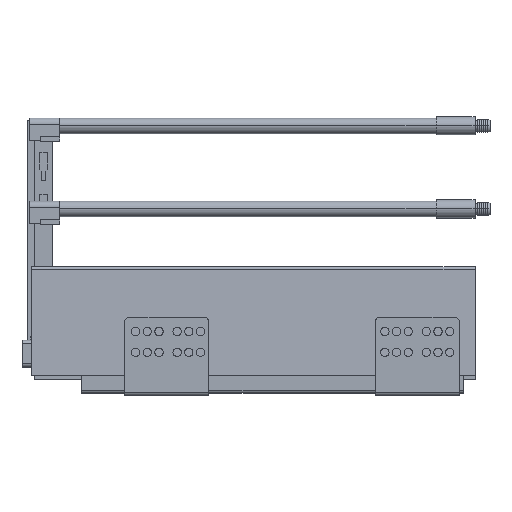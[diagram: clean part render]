
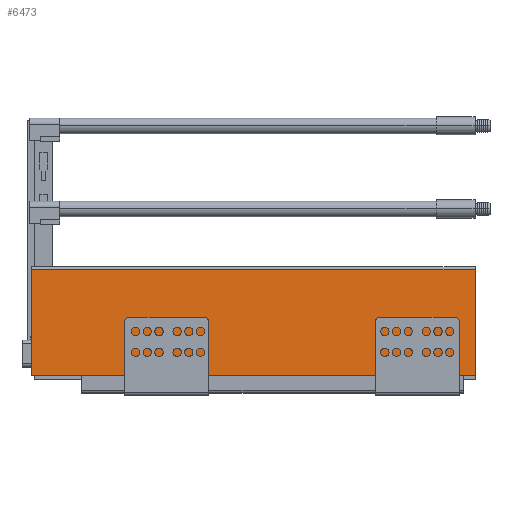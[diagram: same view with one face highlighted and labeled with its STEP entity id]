
A CAD part, top view. The second image highlights one B-rep face of the part: STEP entity #6473.
In plain terms, the highlighted planar face has unit normal (0, 0.052, 0.999).
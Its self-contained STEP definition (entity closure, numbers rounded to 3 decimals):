
#242 = DIRECTION ( 'NONE',  ( 1., 0., 0. ) ) ;
#505 = VECTOR ( 'NONE', #242, 1000. ) ;
#553 = LINE ( 'NONE', #4479, #4264 ) ;
#755 = EDGE_CURVE ( 'NONE', #1502, #3292, #553, .T. ) ;
#1502 = VERTEX_POINT ( 'NONE', #11207 ) ;
#1652 = DIRECTION ( 'NONE',  ( 0., 0.999, -0.052 ) ) ;
#2036 = LINE ( 'NONE', #3193, #505 ) ;
#2735 = DIRECTION ( 'NONE',  ( 1., 0., 0. ) ) ;
#3092 = LINE ( 'NONE', #9002, #4287 ) ;
#3193 = CARTESIAN_POINT ( 'NONE',  ( -342., 0., 66.6 ) ) ;
#3292 = VERTEX_POINT ( 'NONE', #6327 ) ;
#3782 = AXIS2_PLACEMENT_3D ( 'NONE', #11389, #5489, #4516 ) ;
#4264 = VECTOR ( 'NONE', #1652, 1000. ) ;
#4287 = VECTOR ( 'NONE', #12043, 1000. ) ;
#4304 = EDGE_CURVE ( 'NONE', #3292, #6398, #9733, .T. ) ;
#4305 = CARTESIAN_POINT ( 'NONE',  ( 0., 0., 66.6 ) ) ;
#4442 = ORIENTED_EDGE ( 'NONE', *, *, #9823, .T. ) ;
#4479 = CARTESIAN_POINT ( 'NONE',  ( -342., 0., 66.6 ) ) ;
#4516 = DIRECTION ( 'NONE',  ( 0., 0.999, -0.052 ) ) ;
#5084 = VECTOR ( 'NONE', #2735, 1000. ) ;
#5356 = VERTEX_POINT ( 'NONE', #4305 ) ;
#5489 = DIRECTION ( 'NONE',  ( 0., 0.052, 0.999 ) ) ;
#5691 = ORIENTED_EDGE ( 'NONE', *, *, #8946, .T. ) ;
#6327 = CARTESIAN_POINT ( 'NONE',  ( -342., 82.129, 62.296 ) ) ;
#6398 = VERTEX_POINT ( 'NONE', #6528 ) ;
#6473 = ADVANCED_FACE ( 'NONE', ( #10665 ), #7440, .T. ) ;
#6528 = CARTESIAN_POINT ( 'NONE',  ( 0., 82.129, 62.296 ) ) ;
#7440 = PLANE ( 'NONE',  #3782 ) ;
#7452 = EDGE_LOOP ( 'NONE', ( #5691, #10597, #9236, #4442 ) ) ;
#8946 = EDGE_CURVE ( 'NONE', #5356, #6398, #3092, .T. ) ;
#9002 = CARTESIAN_POINT ( 'NONE',  ( 0., 0., 66.6 ) ) ;
#9236 = ORIENTED_EDGE ( 'NONE', *, *, #755, .F. ) ;
#9733 = LINE ( 'NONE', #11613, #5084 ) ;
#9823 = EDGE_CURVE ( 'NONE', #1502, #5356, #2036, .T. ) ;
#10597 = ORIENTED_EDGE ( 'NONE', *, *, #4304, .F. ) ;
#10665 = FACE_OUTER_BOUND ( 'NONE', #7452, .T. ) ;
#11207 = CARTESIAN_POINT ( 'NONE',  ( -342., 0., 66.6 ) ) ;
#11389 = CARTESIAN_POINT ( 'NONE',  ( -342., 0., 66.6 ) ) ;
#11613 = CARTESIAN_POINT ( 'NONE',  ( -342., 82.129, 62.296 ) ) ;
#12043 = DIRECTION ( 'NONE',  ( 0., 0.999, -0.052 ) ) ;
